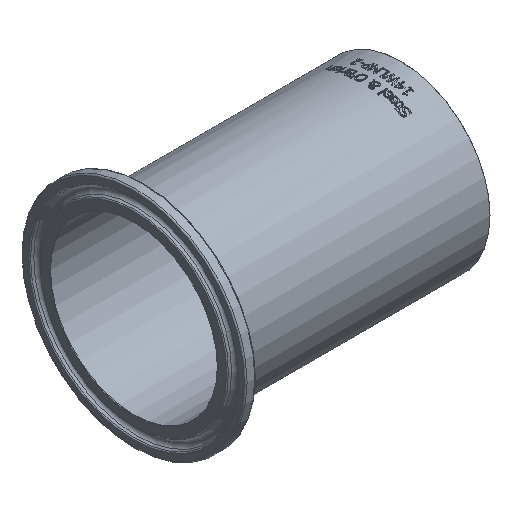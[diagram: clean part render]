
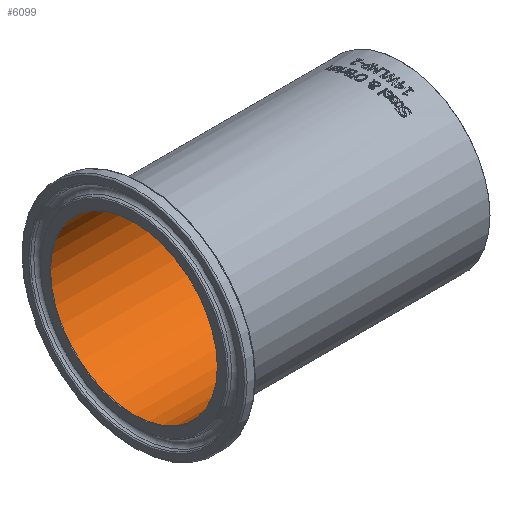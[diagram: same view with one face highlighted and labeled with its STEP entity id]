
A CAD part, isometric view. The second image highlights one B-rep face of the part: STEP entity #6099.
In plain terms, the highlighted cylindrical face has radius 23.749 mm (diameter 47.498 mm), a full revolution.
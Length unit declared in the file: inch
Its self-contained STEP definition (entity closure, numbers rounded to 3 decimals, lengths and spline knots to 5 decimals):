
#103=FACE_BOUND('',#1117,.T.);
#738=FACE_OUTER_BOUND('',#1116,.T.);
#1116=EDGE_LOOP('',(#5678));
#1117=EDGE_LOOP('',(#5679));
#1574=CIRCLE('',#6494,0.935);
#1576=CIRCLE('',#6498,0.935);
#3008=VERTEX_POINT('',#13159);
#3010=VERTEX_POINT('',#13165);
#3905=EDGE_CURVE('',#3008,#3008,#1574,.T.);
#3907=EDGE_CURVE('',#3010,#3010,#1576,.T.);
#5678=ORIENTED_EDGE('',*,*,#3907,.F.);
#5679=ORIENTED_EDGE('',*,*,#3905,.F.);
#5746=CYLINDRICAL_SURFACE('',#6497,0.935);
#6099=ADVANCED_FACE('',(#738,#103),#5746,.F.);
#6494=AXIS2_PLACEMENT_3D('',#13160,#7695,#7696);
#6497=AXIS2_PLACEMENT_3D('',#13164,#7701,#7702);
#6498=AXIS2_PLACEMENT_3D('',#13166,#7703,#7704);
#7695=DIRECTION('center_axis',(-1.,0.,0.));
#7696=DIRECTION('ref_axis',(0.,-1.,0.));
#7701=DIRECTION('center_axis',(1.,0.,0.));
#7702=DIRECTION('ref_axis',(0.,1.,0.));
#7703=DIRECTION('center_axis',(1.,0.,0.));
#7704=DIRECTION('ref_axis',(0.,-1.,0.));
#13159=CARTESIAN_POINT('',(2.995,0.935,0.));
#13160=CARTESIAN_POINT('Origin',(2.995,0.,0.));
#13164=CARTESIAN_POINT('Origin',(1.5,0.,0.));
#13165=CARTESIAN_POINT('',(0.005,0.935,0.));
#13166=CARTESIAN_POINT('Origin',(0.005,0.,0.));
